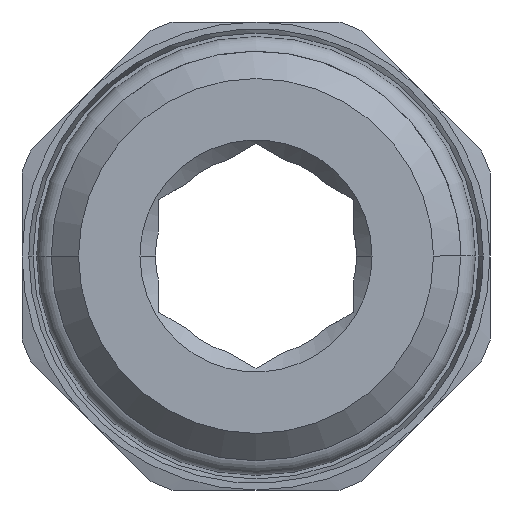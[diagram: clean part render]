
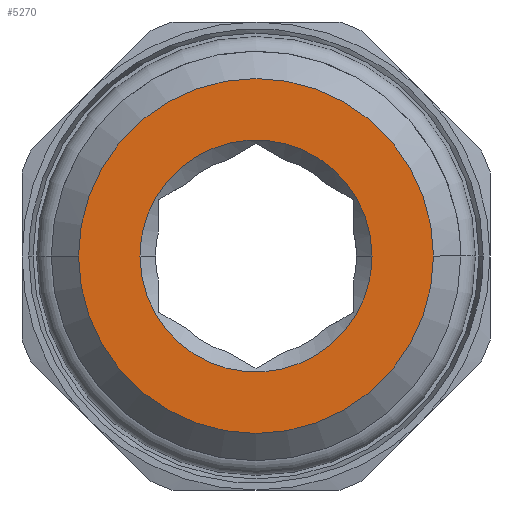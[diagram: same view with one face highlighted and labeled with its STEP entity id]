
A CAD part, front view. The second image highlights one B-rep face of the part: STEP entity #5270.
In plain terms, the highlighted planar face has unit normal (0, -1, 0).
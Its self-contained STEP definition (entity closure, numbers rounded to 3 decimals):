
#5113=CARTESIAN_POINT('Vertex',(9.1,0.,0.)) ;
#5116=CARTESIAN_POINT('Axis2P3D Location',(0.,0.,0.)) ;
#5120=CARTESIAN_POINT('Vertex',(-9.1,0.,0.)) ;
#5140=CARTESIAN_POINT('Axis2P3D Location',(0.,0.,0.)) ;
#5201=CARTESIAN_POINT('Axis2P3D Location',(0.,0.,0.)) ;
#5211=CARTESIAN_POINT('Control Point',(5.95,0.,0.)) ;
#5212=CARTESIAN_POINT('Control Point',(5.95,0.,0.597)) ;
#5213=CARTESIAN_POINT('Control Point',(5.875,0.,1.195)) ;
#5214=CARTESIAN_POINT('Control Point',(5.725,0.,1.78)) ;
#5215=CARTESIAN_POINT('Control Point',(5.281,0.,2.9)) ;
#5216=CARTESIAN_POINT('Control Point',(4.575,0.,3.875)) ;
#5217=CARTESIAN_POINT('Control Point',(4.162,0.,4.315)) ;
#5218=CARTESIAN_POINT('Control Point',(3.234,0.,5.083)) ;
#5219=CARTESIAN_POINT('Control Point',(2.145,0.,5.598)) ;
#5220=CARTESIAN_POINT('Control Point',(1.571,0.,5.786)) ;
#5221=CARTESIAN_POINT('Control Point',(0.388,0.,6.012)) ;
#5222=CARTESIAN_POINT('Control Point',(-0.814,0.,5.94)) ;
#5223=CARTESIAN_POINT('Control Point',(-1.407,0.,5.828)) ;
#5224=CARTESIAN_POINT('Control Point',(-2.553,0.,5.457)) ;
#5225=CARTESIAN_POINT('Control Point',(-3.572,0.,4.815)) ;
#5226=CARTESIAN_POINT('Control Point',(-4.038,0.,4.431)) ;
#5227=CARTESIAN_POINT('Control Point',(-4.864,0.,3.555)) ;
#5228=CARTESIAN_POINT('Control Point',(-5.448,0.,2.502)) ;
#5229=CARTESIAN_POINT('Control Point',(-5.672,0.,1.941)) ;
#5230=CARTESIAN_POINT('Control Point',(-5.863,0.,1.208)) ;
#5231=CARTESIAN_POINT('Control Point',(-5.935,0.,0.46)) ;
#5232=CARTESIAN_POINT('Control Point',(-5.945,0.,0.307)) ;
#5233=CARTESIAN_POINT('Control Point',(-5.95,0.,0.153)) ;
#5234=CARTESIAN_POINT('Control Point',(-5.95,0.,0.)) ;
#5235=CARTESIAN_POINT('Vertex',(5.95,0.,0.)) ;
#5237=CARTESIAN_POINT('Vertex',(-5.95,0.,0.)) ;
#5241=CARTESIAN_POINT('Control Point',(-5.95,0.,0.)) ;
#5242=CARTESIAN_POINT('Control Point',(-5.95,0.,-0.597)) ;
#5243=CARTESIAN_POINT('Control Point',(-5.875,0.,-1.195)) ;
#5244=CARTESIAN_POINT('Control Point',(-5.725,0.,-1.78)) ;
#5245=CARTESIAN_POINT('Control Point',(-5.281,0.,-2.9)) ;
#5246=CARTESIAN_POINT('Control Point',(-4.575,0.,-3.875)) ;
#5247=CARTESIAN_POINT('Control Point',(-4.162,0.,-4.315)) ;
#5248=CARTESIAN_POINT('Control Point',(-3.234,0.,-5.083)) ;
#5249=CARTESIAN_POINT('Control Point',(-2.145,0.,-5.598)) ;
#5250=CARTESIAN_POINT('Control Point',(-1.571,0.,-5.786)) ;
#5251=CARTESIAN_POINT('Control Point',(-0.388,0.,-6.012)) ;
#5252=CARTESIAN_POINT('Control Point',(0.814,0.,-5.94)) ;
#5253=CARTESIAN_POINT('Control Point',(1.407,0.,-5.828)) ;
#5254=CARTESIAN_POINT('Control Point',(2.553,0.,-5.457)) ;
#5255=CARTESIAN_POINT('Control Point',(3.572,0.,-4.815)) ;
#5256=CARTESIAN_POINT('Control Point',(4.038,0.,-4.431)) ;
#5257=CARTESIAN_POINT('Control Point',(4.864,0.,-3.555)) ;
#5258=CARTESIAN_POINT('Control Point',(5.448,0.,-2.502)) ;
#5259=CARTESIAN_POINT('Control Point',(5.672,0.,-1.941)) ;
#5260=CARTESIAN_POINT('Control Point',(5.863,0.,-1.208)) ;
#5261=CARTESIAN_POINT('Control Point',(5.935,0.,-0.46)) ;
#5262=CARTESIAN_POINT('Control Point',(5.945,0.,-0.307)) ;
#5263=CARTESIAN_POINT('Control Point',(5.95,0.,-0.153)) ;
#5264=CARTESIAN_POINT('Control Point',(5.95,0.,0.)) ;
#5117=DIRECTION('Axis2P3D Direction',(-0.,1.,0.)) ;
#5141=DIRECTION('Axis2P3D Direction',(-0.,1.,0.)) ;
#5202=DIRECTION('Axis2P3D Direction',(-0.,1.,0.)) ;
#5203=DIRECTION('Axis2P3D XDirection',(1.,0.,0.)) ;
#5118=AXIS2_PLACEMENT_3D('Circle Axis2P3D',#5116,#5117,$) ;
#5142=AXIS2_PLACEMENT_3D('Circle Axis2P3D',#5140,#5141,$) ;
#5204=AXIS2_PLACEMENT_3D('Plane Axis2P3D',#5201,#5202,#5203) ;
#5207=ORIENTED_EDGE('',*,*,#5144,.F.) ;
#5208=ORIENTED_EDGE('',*,*,#5122,.T.) ;
#5267=ORIENTED_EDGE('',*,*,#5239,.F.) ;
#5268=ORIENTED_EDGE('',*,*,#5265,.F.) ;
#5269=FACE_BOUND('',#5266,.T.) ;
#5270=ADVANCED_FACE('PN511B-12G12',(#5209,#5269),#5205,.F.) ;
#5210=B_SPLINE_CURVE_WITH_KNOTS('',5,(#5211,#5212,#5213,#5214,#5215,#5216,#5217,#5218,#5219,#5220,#5221,#5222,#5223,#5224,#5225,#5226,#5227,#5228,#5229,#5230,#5231,#5232,#5233,#5234),.UNSPECIFIED.,.F.,.U.,(6,3,3,3,3,3,3,6),(0.,4.225,8.45,12.675,16.9,21.124,25.349,26.434),.UNSPECIFIED.) ;
#5240=B_SPLINE_CURVE_WITH_KNOTS('',5,(#5241,#5242,#5243,#5244,#5245,#5246,#5247,#5248,#5249,#5250,#5251,#5252,#5253,#5254,#5255,#5256,#5257,#5258,#5259,#5260,#5261,#5262,#5263,#5264),.UNSPECIFIED.,.F.,.U.,(6,3,3,3,3,3,3,6),(0.,4.225,8.45,12.675,16.9,21.124,25.349,26.434),.UNSPECIFIED.) ;
#5119=CIRCLE('generated circle',#5118,9.1) ;
#5143=CIRCLE('generated circle',#5142,9.1) ;
#5122=EDGE_CURVE('',#5121,#5114,#5119,.F.) ;
#5144=EDGE_CURVE('',#5121,#5114,#5143,.T.) ;
#5239=EDGE_CURVE('',#5236,#5238,#5210,.T.) ;
#5265=EDGE_CURVE('',#5238,#5236,#5240,.T.) ;
#5206=EDGE_LOOP('',(#5207,#5208)) ;
#5266=EDGE_LOOP('',(#5267,#5268)) ;
#5209=FACE_OUTER_BOUND('',#5206,.T.) ;
#5205=PLANE('',#5204) ;
#5114=VERTEX_POINT('',#5113) ;
#5121=VERTEX_POINT('',#5120) ;
#5236=VERTEX_POINT('',#5235) ;
#5238=VERTEX_POINT('',#5237) ;
